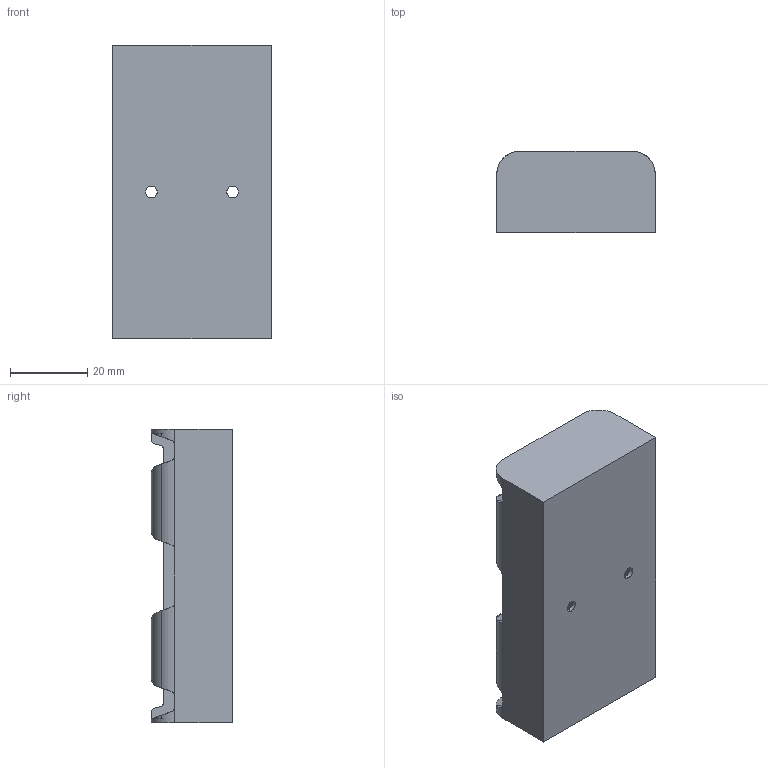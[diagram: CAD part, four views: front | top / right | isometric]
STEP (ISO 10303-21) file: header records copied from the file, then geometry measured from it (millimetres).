
FILE_DESCRIPTION (( 'STEP AP203' ), '1' );
FILE_NAME ('User Library-18650 holder x2.STEP', '2014-12-16T02:39:11', ( 'Windows User' ), ( '' ), 'SwSTEP 2.0', 'SolidWorks 2015', '' );
FILE_SCHEMA (( 'CONFIG_CONTROL_DESIGN' ));
Length unit declared in the file: millimetre
Products named in the file (1): User Library-18650 holder x2
Bounding box: 41 x 21 x 76 mm (x, y, z)
Volume: 9325.7 mm3; surface area: 18364.8 mm2
Topology: 2 solids, 2 shells, 118 faces, 336 edges, 222 vertices
Faces by surface type: plane 64, cylinder 54
Entity records: 3988 total; most frequent: CARTESIAN_POINT 967, ORIENTED_EDGE 672, DIRECTION 555, EDGE_CURVE 336, VERTEX_POINT 222, LINE 219, VECTOR 219, AXIS2_PLACEMENT_3D 168
